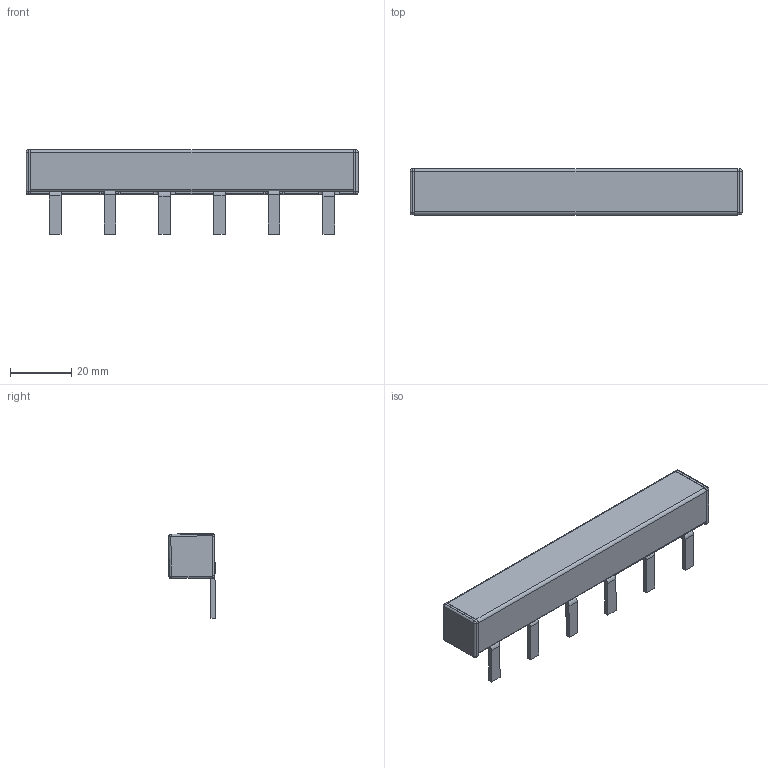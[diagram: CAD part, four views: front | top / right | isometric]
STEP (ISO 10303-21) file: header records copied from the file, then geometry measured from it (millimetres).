
FILE_DESCRIPTION(('CATIA V5 STEP Exchange','CAx-IF Rec.Pracs.--- Model Styling and Organization---1.4--- 2014-01-23'),'2;1');
FILE_NAME ('736081-1_0_2658510000_2658510000.stp','2023-12-08T09:02:21+00:00',('none'),('Weidmueller'),'CATIA Version 5-6 Release 2016 SP3 HF44','CATIA V5 STEP AP214','none');
FILE_SCHEMA(('AUTOMOTIVE_DESIGN { 1 0 10303 214 1 1 1 1 }'));
Length unit declared in the file: millimetre
Products named in the file (1): 2658510000
Bounding box: 108 x 15.16 x 27.5 mm (x, y, z)
Volume: 23152.9 mm3; surface area: 9498.3 mm2
Topology: 9 solids, 9 shells, 481 faces, 1131 edges, 678 vertices
Faces by surface type: cylinder 178, plane 135, bspline 88, cone 40, torus 40
Entity records: 19217 total; most frequent: CARTESIAN_POINT 9037, ORIENTED_EDGE 2262, DIRECTION 1606, EDGE_CURVE 1131, AXIS2_PLACEMENT_3D 706, VERTEX_POINT 678, VECTOR 507, LINE 507
